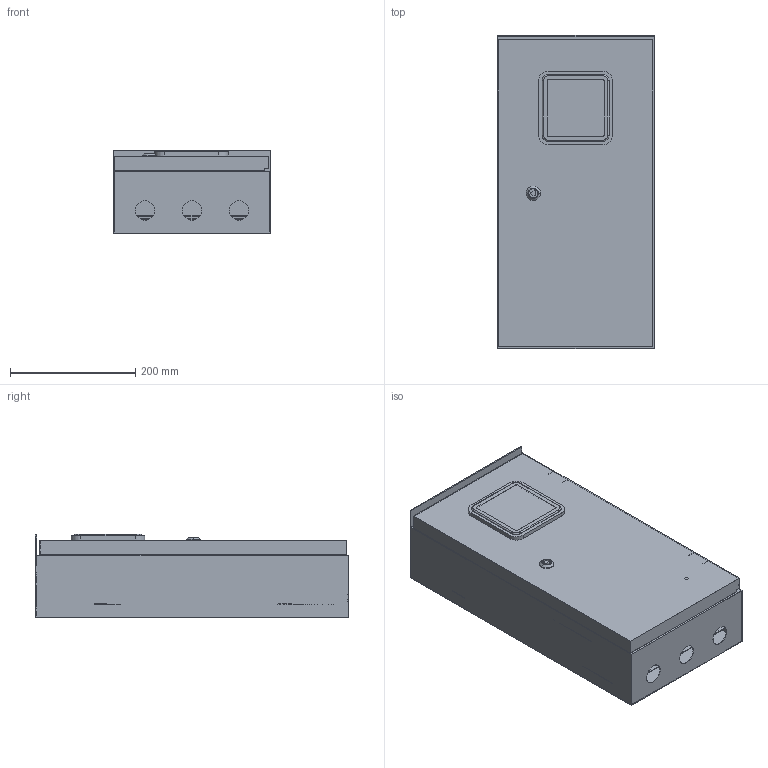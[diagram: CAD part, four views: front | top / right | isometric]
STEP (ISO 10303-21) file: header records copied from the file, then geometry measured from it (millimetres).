
FILE_DESCRIPTION (( 'STEP AP214' ), '1' );
FILE_NAME ('ÙÓÐÍ 3-9_ç.STEP', '2021-08-06T12:11:30', ( '' ), ( '' ), 'SwSTEP 2.0', 'SolidWorks 2017', '' );
FILE_SCHEMA (( 'AUTOMOTIVE_DESIGN' ));
Length unit declared in the file: millimetre
Products named in the file (9): DIN-Reika_12 ｬｮ､罩･ｩ; STEKLO_IEK2; Obolochka_2; Dver_2; Panel_2; SC GOST 17473_gost_‚¨­â A.M5x10 ƒŽ‘’ 17473-80; Panel_3_3; ÙÓÐÍ 3-9_ç; Panel_1_2
Assembly tree (19 placements, depth 2):
  ÙÓÐÍ 3-9_ç
    Obolochka_2
    Panel_1_2
    Panel_3_3
    DIN-Reika_12 ｬｮ､罩･ｩ
    Dver_2
    STEKLO_IEK2
    Panel_2
    SC GOST 17473_gost_‚¨­â A.M5x10 ƒŽ‘’ 17473-80  x12
Bounding box: 250 x 500 x 133 mm (x, y, z)
Volume: 681618 mm3; surface area: 1246696.1 mm2
Topology: 25 solids, 25 shells, 484 faces, 1176 edges, 772 vertices
Faces by surface type: plane 297, cylinder 157, sphere 24, torus 4, cone 2
Entity records: 12332 total; most frequent: DIRECTION 2084, CARTESIAN_POINT 2025, ORIENTED_EDGE 1956, EDGE_CURVE 978, AXIS2_PLACEMENT_3D 699, LINE 686, VECTOR 686, VERTEX_POINT 640
